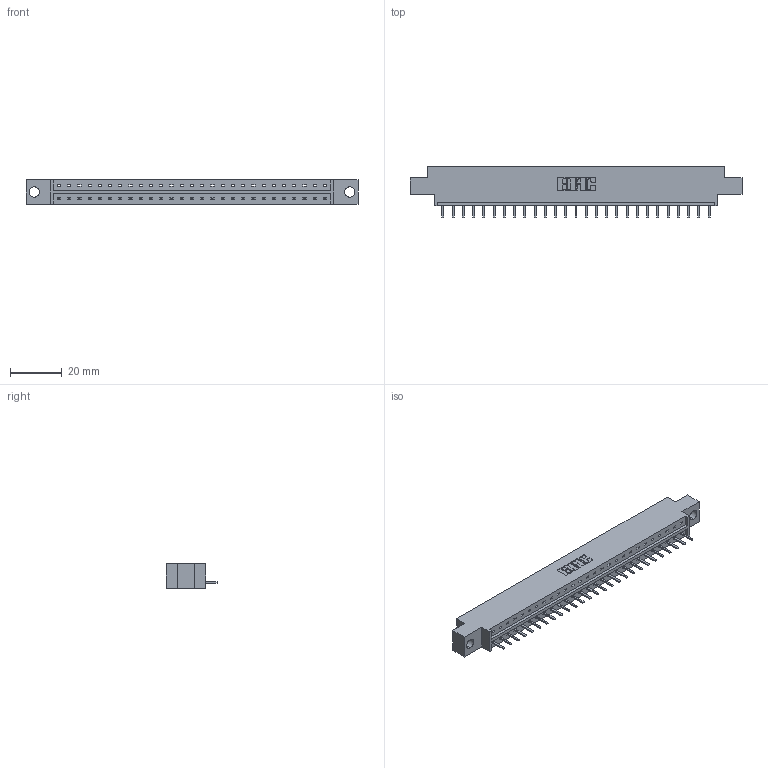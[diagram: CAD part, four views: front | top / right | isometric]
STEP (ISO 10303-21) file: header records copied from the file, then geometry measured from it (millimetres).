
FILE_DESCRIPTION (( 'STEP AP203' ), '1' );
FILE_NAME ('333-027-520-604.STEP', '2018-08-02T13:46:07', ( '' ), ( '' ), 'SwSTEP 2.0', 'SolidWorks 2016', '' );
FILE_SCHEMA (( 'CONFIG_CONTROL_DESIGN' ));
Length unit declared in the file: inch
Products named in the file (3): 345-292-001_345-293-120; 333-027-520-604; 333 Part_Offset - .156 Dia - TH
Assembly tree (28 placements, depth 2):
  333-027-520-604
    333 Part_Offset - .156 Dia - TH
    345-292-001_345-293-120  x27
Bounding box: 128.52 x 20.02 x 9.4 mm (x, y, z)
Volume: 12410.8 mm3; surface area: 13051 mm2
Topology: 28 solids, 28 shells, 1792 faces, 5291 edges, 3454 vertices
Faces by surface type: plane 1262, cylinder 530
Entity records: 18695 total; most frequent: CARTESIAN_POINT 3247, ORIENTED_EDGE 3198, DIRECTION 2757, EDGE_CURVE 1599, LINE 1467, VECTOR 1467, VERTEX_POINT 1062, AXIS2_PLACEMENT_3D 645
